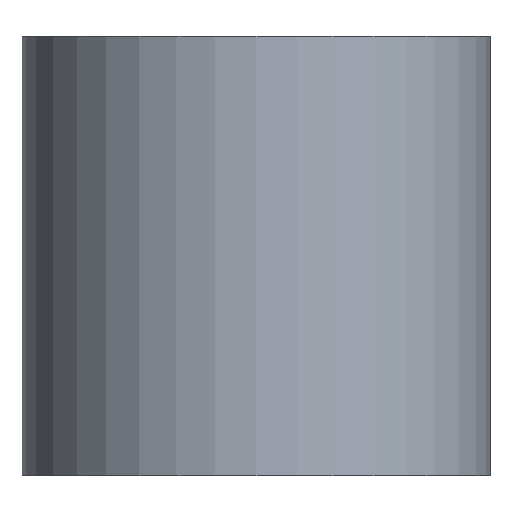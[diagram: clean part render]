
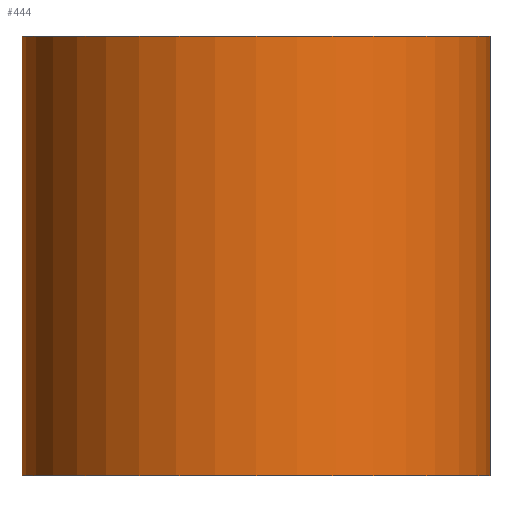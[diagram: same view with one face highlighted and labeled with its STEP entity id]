
A CAD part, front view. The second image highlights one B-rep face of the part: STEP entity #444.
In plain terms, the highlighted cylindrical face has radius 4.525 mm (diameter 9.05 mm), a partial arc.
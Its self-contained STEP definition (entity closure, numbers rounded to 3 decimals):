
#46 = FACE_OUTER_BOUND ( 'NONE', #336, .T. ) ;
#48 = VECTOR ( 'NONE', #320, 1000. ) ;
#75 = DIRECTION ( 'NONE',  ( 1., 0., 0. ) ) ;
#77 = ORIENTED_EDGE ( 'NONE', *, *, #289, .F. ) ;
#88 = ORIENTED_EDGE ( 'NONE', *, *, #302, .T. ) ;
#108 = VECTOR ( 'NONE', #148, 1000. ) ;
#111 = AXIS2_PLACEMENT_3D ( 'NONE', #131, #252, #461 ) ;
#118 = CIRCLE ( 'NONE', #262, 4.525 ) ;
#125 = CIRCLE ( 'NONE', #437, 4.525 ) ;
#131 = CARTESIAN_POINT ( 'NONE',  ( 0., 0., 8.5 ) ) ;
#148 = DIRECTION ( 'NONE',  ( 0., 0., -1. ) ) ;
#151 = DIRECTION ( 'NONE',  ( 0., 0., 1. ) ) ;
#152 = CARTESIAN_POINT ( 'NONE',  ( 4.525, 0., 8.5 ) ) ;
#184 = LINE ( 'NONE', #368, #48 ) ;
#196 = VERTEX_POINT ( 'NONE', #261 ) ;
#214 = VERTEX_POINT ( 'NONE', #418 ) ;
#230 = CYLINDRICAL_SURFACE ( 'NONE', #111, 4.525 ) ;
#240 = ORIENTED_EDGE ( 'NONE', *, *, #291, .F. ) ;
#252 = DIRECTION ( 'NONE',  ( 0., 0., -1. ) ) ;
#261 = CARTESIAN_POINT ( 'NONE',  ( 4.525, 0., 0. ) ) ;
#262 = AXIS2_PLACEMENT_3D ( 'NONE', #443, #151, #75 ) ;
#279 = DIRECTION ( 'NONE',  ( 1., 0., 0. ) ) ;
#282 = CARTESIAN_POINT ( 'NONE',  ( 4.525, 0., 8.5 ) ) ;
#289 = EDGE_CURVE ( 'NONE', #355, #196, #362, .T. ) ;
#291 = EDGE_CURVE ( 'NONE', #375, #355, #118, .T. ) ;
#302 = EDGE_CURVE ( 'NONE', #375, #214, #184, .T. ) ;
#315 = CARTESIAN_POINT ( 'NONE',  ( 0., 0., 0. ) ) ;
#320 = DIRECTION ( 'NONE',  ( 0., 0., -1. ) ) ;
#336 = EDGE_LOOP ( 'NONE', ( #77, #240, #88, #400 ) ) ;
#344 = EDGE_CURVE ( 'NONE', #214, #196, #125, .T. ) ;
#355 = VERTEX_POINT ( 'NONE', #282 ) ;
#362 = LINE ( 'NONE', #152, #108 ) ;
#368 = CARTESIAN_POINT ( 'NONE',  ( -4.525, 0., 8.5 ) ) ;
#371 = CARTESIAN_POINT ( 'NONE',  ( -4.525, 0., 8.5 ) ) ;
#375 = VERTEX_POINT ( 'NONE', #371 ) ;
#400 = ORIENTED_EDGE ( 'NONE', *, *, #344, .T. ) ;
#418 = CARTESIAN_POINT ( 'NONE',  ( -4.525, 0., 0. ) ) ;
#437 = AXIS2_PLACEMENT_3D ( 'NONE', #315, #450, #279 ) ;
#443 = CARTESIAN_POINT ( 'NONE',  ( 0., 0., 8.5 ) ) ;
#444 = ADVANCED_FACE ( 'NONE', ( #46 ), #230, .T. ) ;
#450 = DIRECTION ( 'NONE',  ( 0., 0., 1. ) ) ;
#461 = DIRECTION ( 'NONE',  ( -1., 0., 0. ) ) ;
